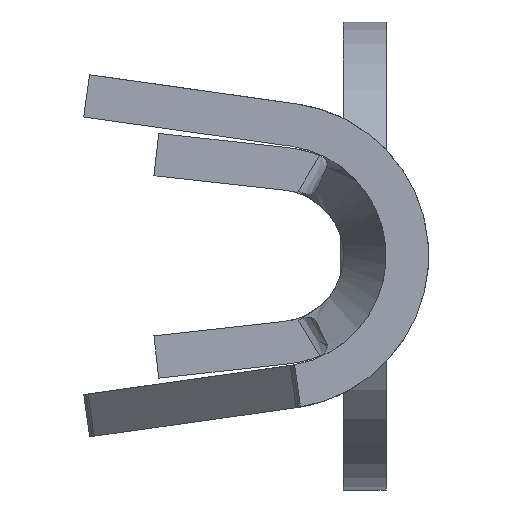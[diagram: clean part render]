
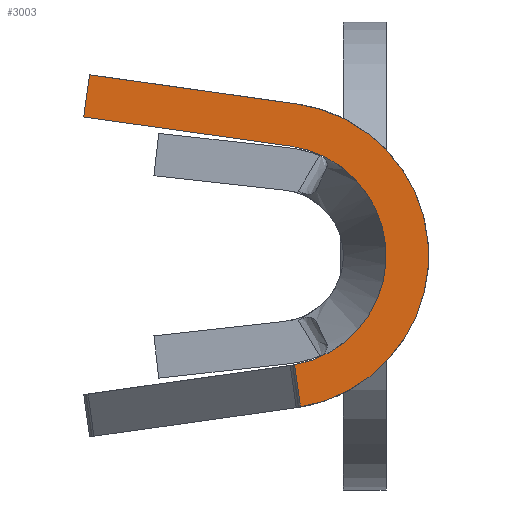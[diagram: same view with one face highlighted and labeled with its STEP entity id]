
A CAD part, left-side view. The second image highlights one B-rep face of the part: STEP entity #3003.
In plain terms, the highlighted planar face has unit normal (-1, 0, 0).
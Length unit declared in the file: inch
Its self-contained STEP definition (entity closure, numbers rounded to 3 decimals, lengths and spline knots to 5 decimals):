
#61 = VERTEX_POINT ( 'NONE', #3595 ) ;
#170 = CIRCLE ( 'NONE', #1485, 0.052 ) ;
#174 = CARTESIAN_POINT ( 'NONE',  ( -0.385, 0.05023, 0.00025 ) ) ;
#258 = CARTESIAN_POINT ( 'NONE',  ( -0.385, 0.04474, 0.05149 ) ) ;
#295 = LINE ( 'NONE', #174, #2099 ) ;
#326 = DIRECTION ( 'NONE',  ( 0., 0.99, 0.14 ) ) ;
#438 = EDGE_CURVE ( 'NONE', #61, #3222, #483, .T. ) ;
#483 = LINE ( 'NONE', #258, #1438 ) ;
#559 = DIRECTION ( 'NONE',  ( 0., 0., -1. ) ) ;
#718 = CIRCLE ( 'NONE', #2177, 0.072 ) ;
#899 = DIRECTION ( 'NONE',  ( -1., 0., 0. ) ) ;
#1045 = CARTESIAN_POINT ( 'NONE',  ( -0.385, 0.142, 0.0652 ) ) ;
#1058 = EDGE_CURVE ( 'NONE', #4577, #3546, #4386, .T. ) ;
#1216 = ORIENTED_EDGE ( 'NONE', *, *, #1058, .F. ) ;
#1323 = DIRECTION ( 'NONE',  ( 0., -0.99, -0.14 ) ) ;
#1389 = VERTEX_POINT ( 'NONE', #3706 ) ;
#1438 = VECTOR ( 'NONE', #326, 39.37008 ) ;
#1485 = AXIS2_PLACEMENT_3D ( 'NONE', #3009, #899, #3387 ) ;
#1499 = VECTOR ( 'NONE', #1323, 39.37008 ) ;
#1533 = ORIENTED_EDGE ( 'NONE', *, *, #4297, .T. ) ;
#1592 = ORIENTED_EDGE ( 'NONE', *, *, #3584, .F. ) ;
#1703 = EDGE_CURVE ( 'NONE', #1725, #61, #170, .T. ) ;
#1725 = VERTEX_POINT ( 'NONE', #4517 ) ;
#1791 = CARTESIAN_POINT ( 'NONE',  ( -0.385, 0.052, 0. ) ) ;
#2099 = VECTOR ( 'NONE', #2319, 39.37008 ) ;
#2134 = DIRECTION ( 'NONE',  ( 0., 0., -1. ) ) ;
#2177 = AXIS2_PLACEMENT_3D ( 'NONE', #1791, #4326, #2134 ) ;
#2197 = ORIENTED_EDGE ( 'NONE', *, *, #3908, .F. ) ;
#2217 = ORIENTED_EDGE ( 'NONE', *, *, #1703, .F. ) ;
#2245 = CARTESIAN_POINT ( 'NONE',  ( -0.385, 0.04195, 0.0713 ) ) ;
#2319 = DIRECTION ( 'NONE',  ( 0., -0.14, -0.99 ) ) ;
#2336 = CARTESIAN_POINT ( 'NONE',  ( -0.385, 0.04195, 0.0713 ) ) ;
#2547 = VECTOR ( 'NONE', #2978, 39.37008 ) ;
#2610 = CARTESIAN_POINT ( 'NONE',  ( -0.385, 0.142, 0.0652 ) ) ;
#2687 = DIRECTION ( 'NONE',  ( 1., 0., 0. ) ) ;
#2978 = DIRECTION ( 'NONE',  ( 0., -0.14, 0.99 ) ) ;
#3003 = ADVANCED_FACE ( 'NONE', ( #4637 ), #3772, .F. ) ;
#3009 = CARTESIAN_POINT ( 'NONE',  ( -0.385, 0.052, 0. ) ) ;
#3222 = VERTEX_POINT ( 'NONE', #1045 ) ;
#3238 = CARTESIAN_POINT ( 'NONE',  ( -0.385, 0.13921, 0.085 ) ) ;
#3387 = DIRECTION ( 'NONE',  ( 0., 0., -1. ) ) ;
#3521 = LINE ( 'NONE', #2610, #2547 ) ;
#3546 = VERTEX_POINT ( 'NONE', #2245 ) ;
#3584 = EDGE_CURVE ( 'NONE', #3222, #4577, #3521, .T. ) ;
#3595 = CARTESIAN_POINT ( 'NONE',  ( -0.385, 0.04474, 0.05149 ) ) ;
#3706 = CARTESIAN_POINT ( 'NONE',  ( -0.385, 0.04019, -0.07102 ) ) ;
#3772 = PLANE ( 'NONE',  #4537 ) ;
#3908 = EDGE_CURVE ( 'NONE', #3546, #1389, #718, .T. ) ;
#4154 = ORIENTED_EDGE ( 'NONE', *, *, #438, .F. ) ;
#4158 = CARTESIAN_POINT ( 'NONE',  ( -0.385, 0.052, 0. ) ) ;
#4297 = EDGE_CURVE ( 'NONE', #1725, #1389, #295, .T. ) ;
#4326 = DIRECTION ( 'NONE',  ( 1., 0., 0. ) ) ;
#4386 = LINE ( 'NONE', #2336, #1499 ) ;
#4517 = CARTESIAN_POINT ( 'NONE',  ( -0.385, 0.04298, -0.05121 ) ) ;
#4537 = AXIS2_PLACEMENT_3D ( 'NONE', #4158, #2687, #559 ) ;
#4577 = VERTEX_POINT ( 'NONE', #3238 ) ;
#4637 = FACE_OUTER_BOUND ( 'NONE', #4666, .T. ) ;
#4666 = EDGE_LOOP ( 'NONE', ( #2217, #1533, #2197, #1216, #1592, #4154 ) ) ;
